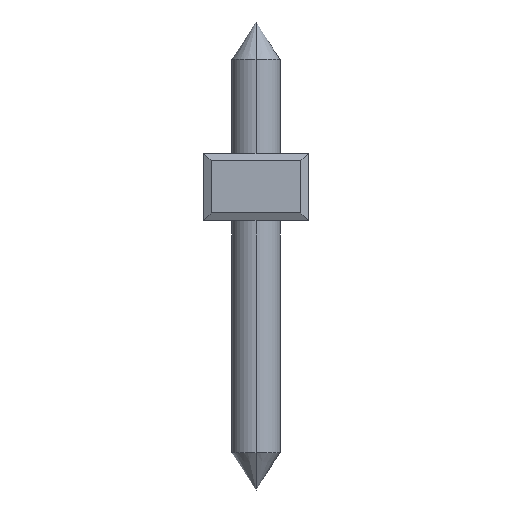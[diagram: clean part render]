
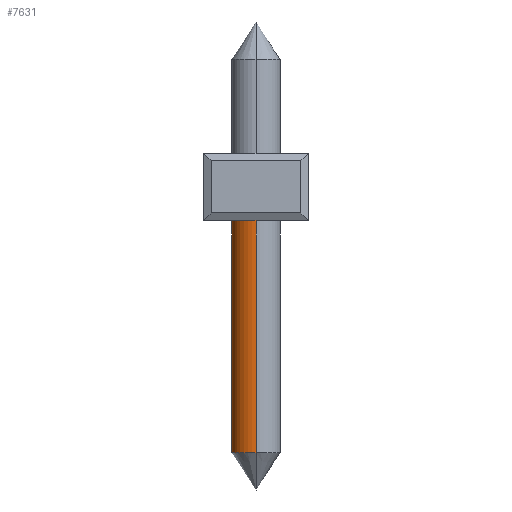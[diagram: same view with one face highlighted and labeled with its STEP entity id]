
A CAD part, front view. The second image highlights one B-rep face of the part: STEP entity #7631.
In plain terms, the highlighted cylindrical face has radius 0.65 mm (diameter 1.3 mm), a partial arc.
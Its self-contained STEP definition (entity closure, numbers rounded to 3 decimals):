
#2053=CARTESIAN_POINT('',(1.4,-67.5,0.2));
#2054=DIRECTION('',(0.,0.,1.));
#2055=DIRECTION('',(0.,1.,0.));
#2056=AXIS2_PLACEMENT_3D('',#2053,#2054,#2055);
#2063=CARTESIAN_POINT('',(1.4,-67.5,-6.2));
#2064=DIRECTION('',(0.,0.,1.));
#2065=DIRECTION('',(0.,1.,0.));
#2066=AXIS2_PLACEMENT_3D('',#2063,#2064,#2065);
#2068=DIRECTION('',(0.,0.,1.));
#2069=VECTOR('',#2068,6.4);
#2070=CARTESIAN_POINT('',(1.4,-66.85,-6.2));
#2071=LINE('',#2070,#2069);
#2077=DIRECTION('',(0.,0.,1.));
#2078=VECTOR('',#2077,6.4);
#2079=CARTESIAN_POINT('',(1.4,-68.15,-6.2));
#2080=LINE('',#2079,#2078);
#5334=CARTESIAN_POINT('',(1.4,-66.85,-6.2));
#5336=VERTEX_POINT('',#5334);
#5341=CARTESIAN_POINT('',(1.4,-68.15,-6.2));
#5342=VERTEX_POINT('',#5341);
#5345=CARTESIAN_POINT('',(1.4,-66.85,0.2));
#5346=CARTESIAN_POINT('',(1.4,-68.15,0.2));
#5347=VERTEX_POINT('',#5345);
#5348=VERTEX_POINT('',#5346);
#7617=CARTESIAN_POINT('',(1.4,-67.5,-7.825));
#7618=DIRECTION('',(0.,0.,1.));
#7619=DIRECTION('',(0.,1.,0.));
#7620=AXIS2_PLACEMENT_3D('',#7617,#7618,#7619);
#7621=CYLINDRICAL_SURFACE('',#7620,0.65);
#7622=ORIENTED_EDGE('',*,*,#7598,.T.);
#7624=ORIENTED_EDGE('',*,*,#7623,.F.);
#7626=ORIENTED_EDGE('',*,*,#7625,.F.);
#7628=ORIENTED_EDGE('',*,*,#7627,.T.);
#7629=EDGE_LOOP('',(#7622,#7624,#7626,#7628));
#7630=FACE_OUTER_BOUND('',#7629,.F.);
#7631=ADVANCED_FACE('',(#7630),#7621,.T.);
#2057=CIRCLE('',#2056,0.65);
#2067=CIRCLE('',#2066,0.65);
#7598=EDGE_CURVE('',#5347,#5348,#2057,.T.);
#7623=EDGE_CURVE('',#5342,#5348,#2080,.T.);
#7625=EDGE_CURVE('',#5336,#5342,#2067,.T.);
#7627=EDGE_CURVE('',#5336,#5347,#2071,.T.);
